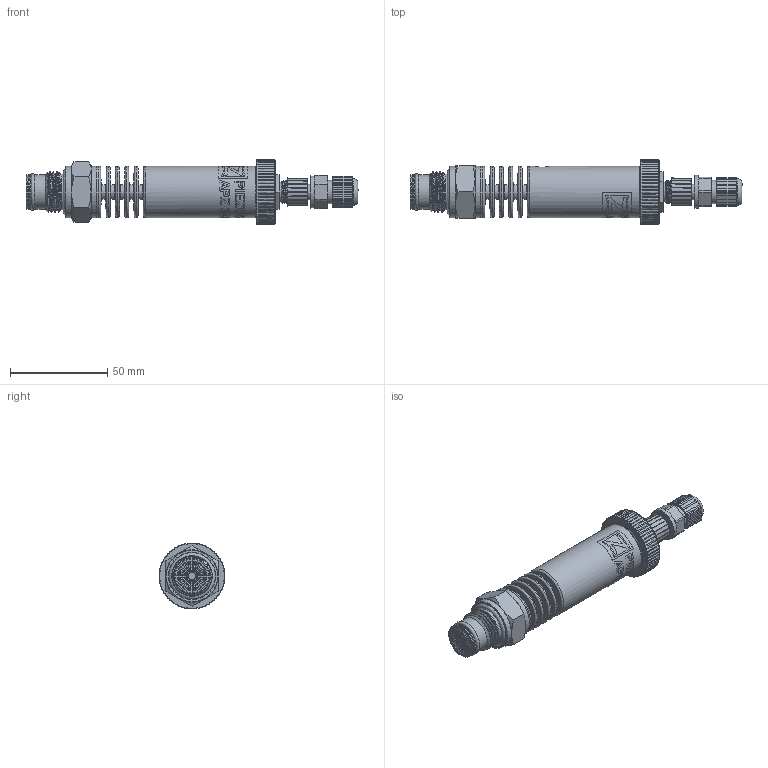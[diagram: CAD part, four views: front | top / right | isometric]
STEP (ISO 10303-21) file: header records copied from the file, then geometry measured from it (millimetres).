
FILE_DESCRIPTION(/* description */ (''),/* implementation_level */ '2;1');
FILE_NAME(/* name */ 'APZ3420m_G1''2DIN-solidflush_radiator_4.step',/* time_stamp */ '2021-07-06T15:56:06+03:00',/* author */ (''),/* organization */ (''),/* preprocessor_version */ 'ST-DEVELOPER v18.1',/* originating_system */ 'Autodesk Translation Framework v10.9.0.1377',/* authorisation */ '');
FILE_SCHEMA (('AUTOMOTIVE_DESIGN { 1 0 10303 214 3 1 1 }'));
Length unit declared in the file: millimetre
Products named in the file (7): АПЗ 3420м заполненная; OMAL nut M27x1.5; Ш100.000.002; M12x1 male; M12x1 female straight; shell radiator; G 1/2 flush diaphragm
Assembly tree (6 placements, depth 2):
  АПЗ 3420м заполненная
    OMAL nut M27x1.5
    Ш100.000.002
    M12x1 male
    M12x1 female straight
    shell radiator
    G 1/2 flush diaphragm
Bounding box: 171.05 x 34 x 34 mm (x, y, z)
Volume: 68382.3 mm3; surface area: 30118.3 mm2
Topology: 19 solids, 19 shells, 1036 faces, 2844 edges, 1897 vertices
Faces by surface type: bspline 497, plane 282, cylinder 153, cone 59, torus 45
Full cylindrical faces by diameter (mm): 1 x12, 1.5 x4, 2 x2, 4 x1, 7.183 x1, 7.3 x1, 7.5 x5, 8 x3, 8.2 x1, 10.293 x1, 10.6 x2, 10.741 x6, 11.884 x5, 12 x1, 14 x2, 14.137 x4, 14.526 x3, 15 x1, 15.85 x3, 16.203 x3, 17 x1, 17.4 x1, 18 x3, 18.4 x1, 18.631 x2, 21.4 x2, 22.3 x1, 22.5 x1, 24 x1, 24.5 x3
Entity records: 56517 total; most frequent: CARTESIAN_POINT 33762, ORIENTED_EDGE 5688, DIRECTION 3035, EDGE_CURVE 2844, VERTEX_POINT 1897, B_SPLINE_CURVE_WITH_KNOTS 1279, EDGE_LOOP 1107, FACE_OUTER_BOUND 1036
